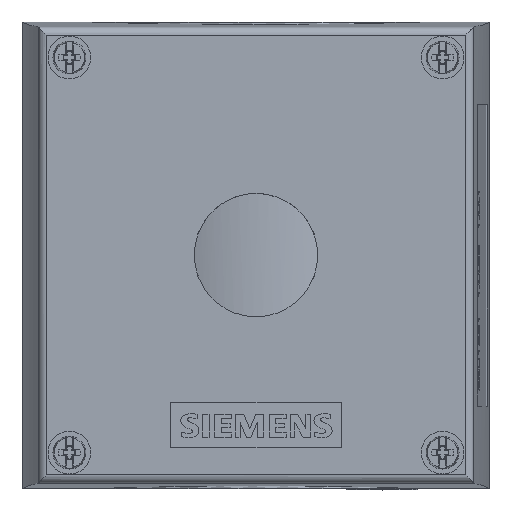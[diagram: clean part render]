
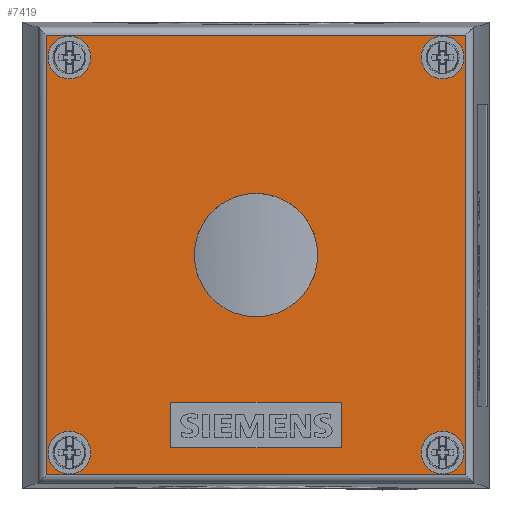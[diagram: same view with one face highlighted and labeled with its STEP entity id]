
A CAD part, top view. The second image highlights one B-rep face of the part: STEP entity #7419.
In plain terms, the highlighted planar face has unit normal (0, 0, 1).
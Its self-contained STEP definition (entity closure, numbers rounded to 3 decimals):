
#7419=ADVANCED_FACE('',(#19395,#19396,#19397,#19398,#19399,#19400,#19401),#19402,.T.);
#7443=VERTEX_POINT('',#19436);
#7451=VERTEX_POINT('',#19444);
#7455=EDGE_CURVE('',#7443,#7451,#19448,.T.);
#7459=VERTEX_POINT('',#19452);
#7467=VERTEX_POINT('',#19460);
#7471=EDGE_CURVE('',#7459,#7467,#19464,.T.);
#7475=VERTEX_POINT('',#19468);
#7483=VERTEX_POINT('',#19476);
#7487=EDGE_CURVE('',#7475,#7483,#19480,.T.);
#7491=VERTEX_POINT('',#19484);
#7499=VERTEX_POINT('',#19492);
#7503=EDGE_CURVE('',#7491,#7499,#19496,.T.);
#7507=VERTEX_POINT('',#19500);
#7515=VERTEX_POINT('',#19508);
#7519=EDGE_CURVE('',#7507,#7515,#19512,.T.);
#15351=VERTEX_POINT('',#27344);
#15355=VERTEX_POINT('',#27348);
#15357=EDGE_CURVE('',#15355,#15351,#27350,.T.);
#15361=VERTEX_POINT('',#27354);
#15363=EDGE_CURVE('',#15361,#15355,#27356,.T.);
#15367=VERTEX_POINT('',#27360);
#15369=EDGE_CURVE('',#15367,#15361,#27362,.T.);
#15373=EDGE_CURVE('',#15351,#15367,#27366,.T.);
#16311=EDGE_CURVE('',#7515,#7507,#28304,.T.);
#16315=EDGE_CURVE('',#7499,#7491,#28308,.T.);
#16319=EDGE_CURVE('',#7483,#7475,#28312,.T.);
#16323=EDGE_CURVE('',#7467,#7459,#28316,.T.);
#16327=EDGE_CURVE('',#7451,#7443,#28320,.T.);
#16329=VERTEX_POINT('',#28322);
#16333=VERTEX_POINT('',#28326);
#16335=EDGE_CURVE('',#16329,#16333,#28328,.T.);
#16361=VERTEX_POINT('',#28354);
#16363=EDGE_CURVE('',#16361,#16333,#28356,.T.);
#16367=VERTEX_POINT('',#28360);
#16369=EDGE_CURVE('',#16367,#16329,#28362,.T.);
#16371=EDGE_CURVE('',#16361,#16367,#28364,.T.);
#19395=FACE_OUTER_BOUND('',#32763,.T.);
#19396=FACE_BOUND('',#32764,.T.);
#19397=FACE_BOUND('',#32765,.T.);
#19398=FACE_BOUND('',#32766,.T.);
#19399=FACE_BOUND('',#32767,.T.);
#19400=FACE_BOUND('',#32768,.T.);
#19401=FACE_BOUND('',#32769,.T.);
#19402=PLANE('',#32770);
#19436=CARTESIAN_POINT('',(53.768,42.7,68.0));
#19444=CARTESIAN_POINT('',(31.268,42.7,68.0));
#19448=CIRCLE('',#32855,11.25);
#19452=CARTESIAN_POINT('',(12.418,6.7,68.0));
#19460=CARTESIAN_POINT('',(4.618,6.7,68.0));
#19464=CIRCLE('',#32877,3.9);
#19468=CARTESIAN_POINT('',(12.418,78.7,68.0));
#19476=CARTESIAN_POINT('',(4.618,78.7,68.0));
#19480=CIRCLE('',#32899,3.9);
#19484=CARTESIAN_POINT('',(80.418,6.7,68.0));
#19492=CARTESIAN_POINT('',(72.618,6.7,68.0));
#19496=CIRCLE('',#32921,3.9);
#19500=CARTESIAN_POINT('',(80.418,78.7,68.0));
#19508=CARTESIAN_POINT('',(72.618,78.7,68.0));
#19512=CIRCLE('',#32943,3.9);
#27344=CARTESIAN_POINT('',(58.068,7.55,68.0));
#27348=CARTESIAN_POINT('',(58.068,15.85,68.0));
#27350=LINE('',#46563,#46564);
#27354=CARTESIAN_POINT('',(26.968,15.85,68.0));
#27356=LINE('',#46573,#46574);
#27360=CARTESIAN_POINT('',(26.968,7.55,68.0));
#27362=LINE('',#46583,#46584);
#27366=LINE('',#46591,#46592);
#28304=CIRCLE('',#48067,3.9);
#28308=CIRCLE('',#48073,3.9);
#28312=CIRCLE('',#48079,3.9);
#28316=CIRCLE('',#48085,3.9);
#28320=CIRCLE('',#48091,11.25);
#28322=CARTESIAN_POINT('',(80.694,2.656,68.0));
#28326=CARTESIAN_POINT('',(4.341,2.656,68.0));
#28328=LINE('',#48101,#48102);
#28354=CARTESIAN_POINT('',(4.341,82.744,68.0));
#28356=LINE('',#48147,#48148);
#28360=CARTESIAN_POINT('',(80.694,82.744,68.0));
#28362=LINE('',#48156,#48157);
#28364=LINE('',#48160,#48161);
#32763=EDGE_LOOP('',(#57254,#57255,#57256,#57257));
#32764=EDGE_LOOP('',(#57258,#57259,#57260,#57261));
#32765=EDGE_LOOP('',(#57262,#57263));
#32766=EDGE_LOOP('',(#57264,#57265));
#32767=EDGE_LOOP('',(#57266,#57267));
#32768=EDGE_LOOP('',(#57268,#57269));
#32769=EDGE_LOOP('',(#57270,#57271));
#32770=AXIS2_PLACEMENT_3D('',#57272,#57273,#57274);
#32855=AXIS2_PLACEMENT_3D('',#57358,#57359,#57360);
#32877=AXIS2_PLACEMENT_3D('',#57366,#57367,#57368);
#32899=AXIS2_PLACEMENT_3D('',#57374,#57375,#57376);
#32921=AXIS2_PLACEMENT_3D('',#57382,#57383,#57384);
#32943=AXIS2_PLACEMENT_3D('',#57390,#57391,#57392);
#46563=CARTESIAN_POINT('',(58.068,46.35,68.0));
#46564=VECTOR('',#60387,1.0);
#46573=CARTESIAN_POINT('',(31.205,15.85,68.0));
#46574=VECTOR('',#60389,1.0);
#46583=CARTESIAN_POINT('',(26.968,50.5,68.0));
#46584=VECTOR('',#60391,1.0);
#46591=CARTESIAN_POINT('',(15.655,7.55,68.0));
#46592=VECTOR('',#60393,1.0);
#48067=AXIS2_PLACEMENT_3D('',#60794,#60795,#60796);
#48073=AXIS2_PLACEMENT_3D('',#60800,#60801,#60802);
#48079=AXIS2_PLACEMENT_3D('',#60806,#60807,#60808);
#48085=AXIS2_PLACEMENT_3D('',#60812,#60813,#60814);
#48091=AXIS2_PLACEMENT_3D('',#60818,#60819,#60820);
#48101=CARTESIAN_POINT('',(42.518,2.656,68.0));
#48102=VECTOR('',#60824,1.0);
#48147=CARTESIAN_POINT('',(4.341,85.15,68.0));
#48148=VECTOR('',#60839,1.0);
#48156=CARTESIAN_POINT('',(80.694,85.15,68.0));
#48157=VECTOR('',#60843,1.0);
#48160=CARTESIAN_POINT('',(42.518,82.744,68.0));
#48161=VECTOR('',#60844,1.0);
#57254=ORIENTED_EDGE('',*,*,#16369,.F.);
#57255=ORIENTED_EDGE('',*,*,#16371,.F.);
#57256=ORIENTED_EDGE('',*,*,#16363,.T.);
#57257=ORIENTED_EDGE('',*,*,#16335,.F.);
#57258=ORIENTED_EDGE('',*,*,#15357,.T.);
#57259=ORIENTED_EDGE('',*,*,#15373,.T.);
#57260=ORIENTED_EDGE('',*,*,#15369,.T.);
#57261=ORIENTED_EDGE('',*,*,#15363,.T.);
#57262=ORIENTED_EDGE('',*,*,#7519,.T.);
#57263=ORIENTED_EDGE('',*,*,#16311,.T.);
#57264=ORIENTED_EDGE('',*,*,#7503,.T.);
#57265=ORIENTED_EDGE('',*,*,#16315,.T.);
#57266=ORIENTED_EDGE('',*,*,#7487,.T.);
#57267=ORIENTED_EDGE('',*,*,#16319,.T.);
#57268=ORIENTED_EDGE('',*,*,#7471,.T.);
#57269=ORIENTED_EDGE('',*,*,#16323,.T.);
#57270=ORIENTED_EDGE('',*,*,#7455,.T.);
#57271=ORIENTED_EDGE('',*,*,#16327,.T.);
#57272=CARTESIAN_POINT('',(4.341,85.15,68.0));
#57273=DIRECTION('',(0.0,0.0,1.0));
#57274=DIRECTION('',(0.0,-1.0,0.0));
#57358=CARTESIAN_POINT('',(42.518,42.7,68.0));
#57359=DIRECTION('',(0.0,0.0,-1.0));
#57360=DIRECTION('',(1.0,0.0,0.0));
#57366=CARTESIAN_POINT('',(8.518,6.7,68.0));
#57367=DIRECTION('',(0.0,0.0,-1.0));
#57368=DIRECTION('',(1.0,0.0,0.0));
#57374=CARTESIAN_POINT('',(8.518,78.7,68.0));
#57375=DIRECTION('',(0.0,0.0,-1.0));
#57376=DIRECTION('',(1.0,0.0,0.0));
#57382=CARTESIAN_POINT('',(76.518,6.7,68.0));
#57383=DIRECTION('',(0.0,0.0,-1.0));
#57384=DIRECTION('',(1.0,0.0,0.0));
#57390=CARTESIAN_POINT('',(76.518,78.7,68.0));
#57391=DIRECTION('',(0.0,0.0,-1.0));
#57392=DIRECTION('',(1.0,0.0,0.0));
#60387=DIRECTION('',(0.0,-1.0,0.0));
#60389=DIRECTION('',(1.0,0.0,0.0));
#60391=DIRECTION('',(0.0,1.0,0.0));
#60393=DIRECTION('',(-1.0,-0.0,0.0));
#60794=CARTESIAN_POINT('',(76.518,78.7,68.0));
#60795=DIRECTION('',(0.0,0.0,-1.0));
#60796=DIRECTION('',(1.0,0.0,0.0));
#60800=CARTESIAN_POINT('',(76.518,6.7,68.0));
#60801=DIRECTION('',(0.0,0.0,-1.0));
#60802=DIRECTION('',(1.0,0.0,0.0));
#60806=CARTESIAN_POINT('',(8.518,78.7,68.0));
#60807=DIRECTION('',(0.0,0.0,-1.0));
#60808=DIRECTION('',(1.0,0.0,0.0));
#60812=CARTESIAN_POINT('',(8.518,6.7,68.0));
#60813=DIRECTION('',(0.0,0.0,-1.0));
#60814=DIRECTION('',(1.0,0.0,0.0));
#60818=CARTESIAN_POINT('',(42.518,42.7,68.0));
#60819=DIRECTION('',(0.0,0.0,-1.0));
#60820=DIRECTION('',(1.0,0.0,0.0));
#60824=DIRECTION('',(-1.0,0.0,0.0));
#60839=DIRECTION('',(0.0,-1.0,0.0));
#60843=DIRECTION('',(0.0,-1.0,0.0));
#60844=DIRECTION('',(1.0,0.0,0.0));
